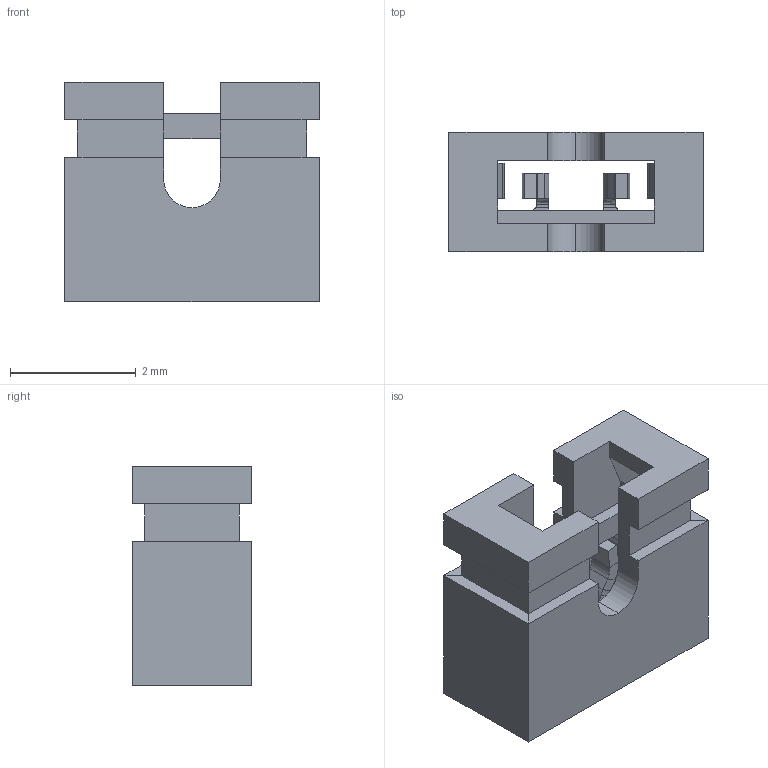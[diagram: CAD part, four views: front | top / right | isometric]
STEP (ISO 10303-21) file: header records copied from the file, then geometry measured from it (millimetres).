
FILE_DESCRIPTION( ('This file contains a STEP AP42 implementation' ,'as created by ZW3D STEP Interface translator.') ,'2;1' );
FILE_NAME( '3711-3501OXXX01.stp' ,'231221.154349', (''), ('ZWCAD Software Co.'), 'Version 1.0', 'ZW3D to STEP translator', '' );
FILE_SCHEMA(('AUTOMOTIVE_DESIGN { 1 0 10303 214 1 1 1 1 }'));
Length unit declared in the file: millimetre
Products named in the file (2): 0; 3711-3501OS0B01
Bounding box: 4.05 x 1.9 x 3.5 mm (x, y, z)
Volume: 15.8 mm3; surface area: 90.9 mm2
Topology: 1 solids, 1 shells, 177 faces, 452 edges, 271 vertices
Faces by surface type: plane 113, cylinder 40, bspline 24
Entity records: 5580 total; most frequent: CARTESIAN_POINT 1217, ORIENTED_EDGE 904, DIRECTION 803, EDGE_CURVE 452, VECTOR 351, LINE 351, VERTEX_POINT 272, AXIS2_PLACEMENT_3D 226
